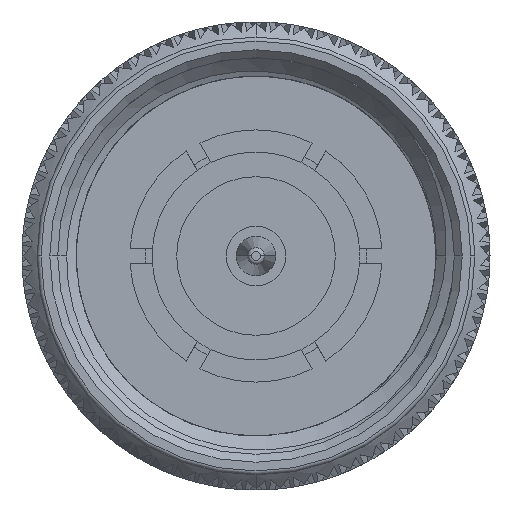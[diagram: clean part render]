
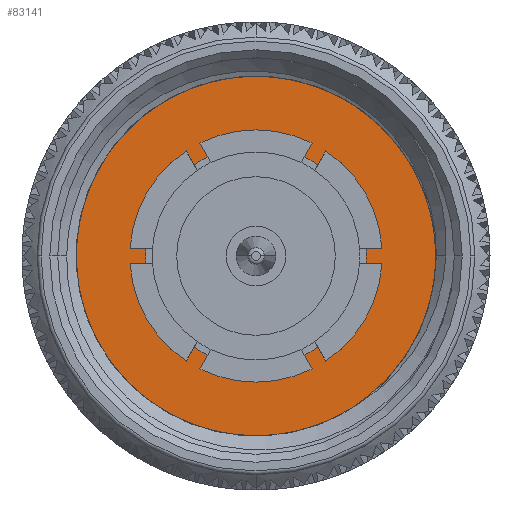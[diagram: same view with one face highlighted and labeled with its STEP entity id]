
A CAD part, left-side view. The second image highlights one B-rep face of the part: STEP entity #83141.
In plain terms, the highlighted planar face has unit normal (-1, 0, 0).
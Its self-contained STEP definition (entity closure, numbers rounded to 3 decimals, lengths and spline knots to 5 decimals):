
#1704 = DIRECTION ( 'NONE',  ( -1., 0., 0. ) ) ;
#2163 = CARTESIAN_POINT ( 'NONE',  ( 0.315, -0.17936, -0.16566 ) ) ;
#2351 = ORIENTED_EDGE ( 'NONE', *, *, #45489, .T. ) ;
#2414 = DIRECTION ( 'NONE',  ( 0., -1., 0. ) ) ;
#2560 = B_SPLINE_CURVE_WITH_KNOTS ( 'NONE', 3,
 ( #80578, #23919, #10539, #30633, #11124, #59915 ),
 .UNSPECIFIED., .F., .F.,
 ( 4, 2, 4 ),
 ( 0., 0.00189, 0.00378 ),
 .UNSPECIFIED. ) ;
#3572 = EDGE_CURVE ( 'NONE', #74757, #14950, #2560, .T. ) ;
#4649 = CARTESIAN_POINT ( 'NONE',  ( 0.315, 0., 0. ) ) ;
#5022 = EDGE_LOOP ( 'NONE', ( #30105, #69498, #26193, #87513, #2351 ) ) ;
#6405 = CARTESIAN_POINT ( 'NONE',  ( 0.315, 0., 0. ) ) ;
#8569 = CARTESIAN_POINT ( 'NONE',  ( 0.315, -0.2023, -0.13917 ) ) ;
#8875 = CARTESIAN_POINT ( 'NONE',  ( 0.315, 0.16544, -0.15702 ) ) ;
#10539 = CARTESIAN_POINT ( 'NONE',  ( 0.315, 0.2227, -0.0496 ) ) ;
#10752 = CARTESIAN_POINT ( 'NONE',  ( 0.315, 0.25, 0. ) ) ;
#11124 = CARTESIAN_POINT ( 'NONE',  ( 0.315, 0.19487, -0.11866 ) ) ;
#11940 = DIRECTION ( 'NONE',  ( -1., 0., 0. ) ) ;
#12537 = CIRCLE ( 'NONE', #27634, 0.25 ) ;
#13543 = CIRCLE ( 'NONE', #51118, 0.25 ) ;
#14889 = EDGE_CURVE ( 'NONE', #65553, #63041, #12537, .T. ) ;
#14909 = CARTESIAN_POINT ( 'NONE',  ( 0.315, 0.12157, -0.19591 ) ) ;
#14950 = VERTEX_POINT ( 'NONE', #78574 ) ;
#15803 = CARTESIAN_POINT ( 'NONE',  ( 0.315, -0.09126, -0.22186 ) ) ;
#17071 = CIRCLE ( 'NONE', #63255, 0.139 ) ;
#17389 = CARTESIAN_POINT ( 'NONE',  ( 0.315, 0., 0. ) ) ;
#17711 = DIRECTION ( 'NONE',  ( 0., -1., 0. ) ) ;
#18300 = DIRECTION ( 'NONE',  ( 0., -1., 0. ) ) ;
#19427 = VERTEX_POINT ( 'NONE', #51882 ) ;
#19506 = CARTESIAN_POINT ( 'NONE',  ( 0.315, 0.2268, 0. ) ) ;
#22592 = CARTESIAN_POINT ( 'NONE',  ( 0.315, -0.05727, -0.23143 ) ) ;
#22882 = CARTESIAN_POINT ( 'NONE',  ( 0.315, -0.17094, -0.17372 ) ) ;
#23157 = CARTESIAN_POINT ( 'NONE',  ( 0.315, -0.25, 0. ) ) ;
#23919 = CARTESIAN_POINT ( 'NONE',  ( 0.315, 0.2268, -0.02482 ) ) ;
#26193 = ORIENTED_EDGE ( 'NONE', *, *, #42519, .T. ) ;
#26361 = DIRECTION ( 'NONE',  ( 0., -1., 0. ) ) ;
#27634 = AXIS2_PLACEMENT_3D ( 'NONE', #17389, #11940, #18300 ) ;
#28983 = CARTESIAN_POINT ( 'NONE',  ( 0.315, -0.01084, -0.23625 ) ) ;
#30105 = ORIENTED_EDGE ( 'NONE', *, *, #14889, .T. ) ;
#30633 = CARTESIAN_POINT ( 'NONE',  ( 0.315, 0.20673, -0.09651 ) ) ;
#30792 = CARTESIAN_POINT ( 'NONE',  ( 0.315, -0.23591, -0.07778 ) ) ;
#32058 = PLANE ( 'NONE',  #40292 ) ;
#32880 = ORIENTED_EDGE ( 'NONE', *, *, #50607, .F. ) ;
#36045 = EDGE_CURVE ( 'NONE', #63041, #85580, #13543, .T. ) ;
#36247 = CARTESIAN_POINT ( 'NONE',  ( 0.315, -0.15286, -0.18864 ) ) ;
#37646 = AXIS2_PLACEMENT_3D ( 'NONE', #47402, #47713, #26361 ) ;
#39326 = DIRECTION ( 'NONE',  ( -1., 0., 0. ) ) ;
#40292 = AXIS2_PLACEMENT_3D ( 'NONE', #4649, #39326, #17711 ) ;
#40383 = VERTEX_POINT ( 'NONE', #78507 ) ;
#42173 = VECTOR ( 'NONE', #2414, 39.37008 ) ;
#42519 = EDGE_CURVE ( 'NONE', #85580, #74757, #71689, .T. ) ;
#42990 = CARTESIAN_POINT ( 'NONE',  ( 0.315, -0.04579, -0.23348 ) ) ;
#43782 = DIRECTION ( 'NONE',  ( 0., -1., 0. ) ) ;
#43937 = CARTESIAN_POINT ( 'NONE',  ( 0.315, -0.11279, -0.21284 ) ) ;
#45489 = EDGE_CURVE ( 'NONE', #14950, #65553, #77205, .T. ) ;
#47402 = CARTESIAN_POINT ( 'NONE',  ( 0.315, 0., 0. ) ) ;
#47713 = DIRECTION ( 'NONE',  ( -1., 0., 0. ) ) ;
#49748 = CARTESIAN_POINT ( 'NONE',  ( 0.315, 0.17973, -0.13833 ) ) ;
#50054 = CARTESIAN_POINT ( 'NONE',  ( 0.315, 0.17294, -0.148 ) ) ;
#50349 = CARTESIAN_POINT ( 'NONE',  ( 0.315, -0.19503, -0.1484 ) ) ;
#50607 = EDGE_CURVE ( 'NONE', #19427, #40383, #17071, .T. ) ;
#51118 = AXIS2_PLACEMENT_3D ( 'NONE', #63894, #1704, #43782 ) ;
#51882 = CARTESIAN_POINT ( 'NONE',  ( 0.315, -0.139, 0. ) ) ;
#52429 = CARTESIAN_POINT ( 'NONE',  ( 0.315, -0.24593, -0.04391 ) ) ;
#54395 = EDGE_CURVE ( 'NONE', #40383, #19427, #82992, .T. ) ;
#56745 = CARTESIAN_POINT ( 'NONE',  ( 0.315, 0.14913, -0.17387 ) ) ;
#57339 = CARTESIAN_POINT ( 'NONE',  ( 0.315, -0.21552, -0.11965 ) ) ;
#57649 = CARTESIAN_POINT ( 'NONE',  ( 0.315, 0.14024, -0.18174 ) ) ;
#59915 = CARTESIAN_POINT ( 'NONE',  ( 0.315, 0.17973, -0.13833 ) ) ;
#61598 = FACE_OUTER_BOUND ( 'NONE', #5022, .T. ) ;
#63041 = VERTEX_POINT ( 'NONE', #23157 ) ;
#63255 = AXIS2_PLACEMENT_3D ( 'NONE', #6405, #69172, #69783 ) ;
#63651 = CARTESIAN_POINT ( 'NONE',  ( 0.315, 0., 0. ) ) ;
#63747 = CARTESIAN_POINT ( 'NONE',  ( 0.315, 0.08056, -0.2182 ) ) ;
#63894 = CARTESIAN_POINT ( 'NONE',  ( 0.315, 0., 0. ) ) ;
#64052 = CARTESIAN_POINT ( 'NONE',  ( 0.315, 0.09131, -0.21337 ) ) ;
#64351 = CARTESIAN_POINT ( 'NONE',  ( 0.315, -0.14317, -0.1955 ) ) ;
#64460 = CARTESIAN_POINT ( 'NONE',  ( 0.315, -0.24791, -0.03227 ) ) ;
#65553 = VERTEX_POINT ( 'NONE', #64460 ) ;
#66157 = CARTESIAN_POINT ( 'NONE',  ( 0.315, -0.24791, -0.03227 ) ) ;
#69172 = DIRECTION ( 'NONE',  ( -1., 0., 0. ) ) ;
#69498 = ORIENTED_EDGE ( 'NONE', *, *, #36045, .T. ) ;
#69783 = DIRECTION ( 'NONE',  ( 0., -1., 0. ) ) ;
#70731 = CARTESIAN_POINT ( 'NONE',  ( 0.315, 0.04734, -0.23019 ) ) ;
#71036 = CARTESIAN_POINT ( 'NONE',  ( 0.315, -0.08002, -0.22563 ) ) ;
#71689 = LINE ( 'NONE', #63651, #42173 ) ;
#72058 = ORIENTED_EDGE ( 'NONE', *, *, #54395, .F. ) ;
#72073 = EDGE_LOOP ( 'NONE', ( #72058, #32880 ) ) ;
#72547 = CARTESIAN_POINT ( 'NONE',  ( 0.315, -0.22135, -0.10953 ) ) ;
#74658 = FACE_BOUND ( 'NONE', #72073, .T. ) ;
#74757 = VERTEX_POINT ( 'NONE', #19506 ) ;
#77205 = B_SPLINE_CURVE_WITH_KNOTS ( 'NONE', 3,
 ( #49748, #50054, #8875, #56745, #57649, #14909, #85077, #64052, #63747, #70731, #78327, #28983, #77756, #42990, #22592, #71036, #15803, #43937, #78053, #64351, #36247, #22882, #2163, #50349, #8569, #57339, #72547, #86922, #30792, #87231, #52429, #66157 ),
 .UNSPECIFIED., .F., .F.,
 ( 4, 2, 2, 2, 2, 2, 2, 2, 2, 2, 2, 2, 2, 2, 2, 4 ),
 ( 0., 0.00089, 0.00179, 0.00268, 0.00357, 0.00536, 0.00625, 0.00714, 0.00804, 0.00893, 0.00982, 0.01072, 0.01161, 0.0125, 0.0134, 0.01429 ),
 .UNSPECIFIED. ) ;
#77756 = CARTESIAN_POINT ( 'NONE',  ( 0.315, -0.02259, -0.23588 ) ) ;
#78053 = CARTESIAN_POINT ( 'NONE',  ( 0.315, -0.12317, -0.20757 ) ) ;
#78327 = CARTESIAN_POINT ( 'NONE',  ( 0.315, 0.02449, -0.23471 ) ) ;
#78507 = CARTESIAN_POINT ( 'NONE',  ( 0.315, 0.139, 0. ) ) ;
#78574 = CARTESIAN_POINT ( 'NONE',  ( 0.315, 0.17973, -0.13833 ) ) ;
#80578 = CARTESIAN_POINT ( 'NONE',  ( 0.315, 0.2268, 0. ) ) ;
#82992 = CIRCLE ( 'NONE', #37646, 0.139 ) ;
#83141 = ADVANCED_FACE ( 'NONE', ( #61598, #74658 ), #32058, .T. ) ;
#85077 = CARTESIAN_POINT ( 'NONE',  ( 0.315, 0.11178, -0.20223 ) ) ;
#85580 = VERTEX_POINT ( 'NONE', #10752 ) ;
#86922 = CARTESIAN_POINT ( 'NONE',  ( 0.315, -0.23155, -0.08859 ) ) ;
#87231 = CARTESIAN_POINT ( 'NONE',  ( 0.315, -0.24311, -0.05542 ) ) ;
#87513 = ORIENTED_EDGE ( 'NONE', *, *, #3572, .T. ) ;
